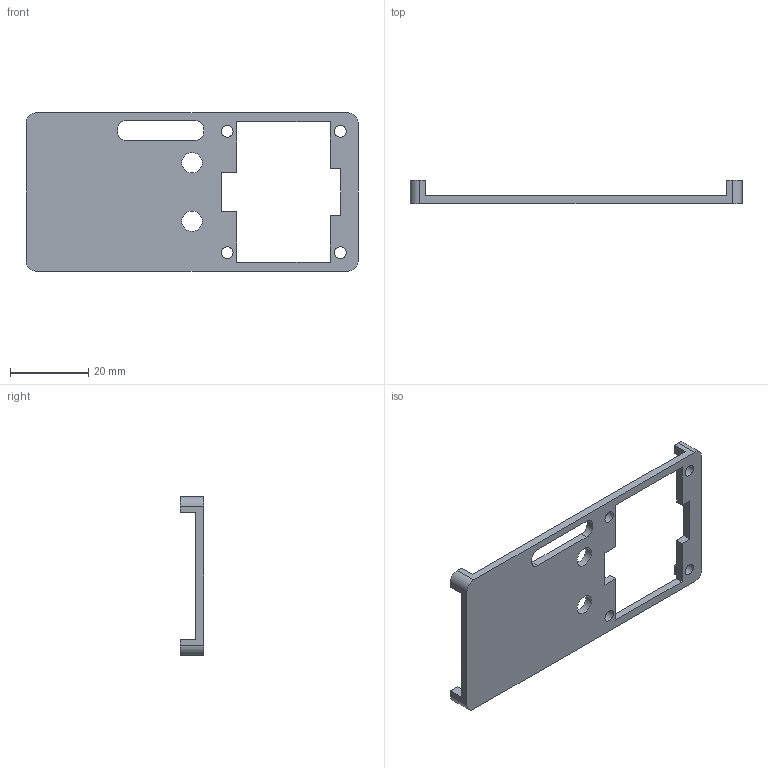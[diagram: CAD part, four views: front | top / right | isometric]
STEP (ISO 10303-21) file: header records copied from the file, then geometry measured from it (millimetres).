
FILE_DESCRIPTION(/* description */ (''),/* implementation_level */ '2;1');
FILE_NAME(/* name */ '盖.stp',/* time_stamp */ '2022-08-24T22:10:42+08:00',/* author */ ('Shane'),/* organization */ (''),/* preprocessor_version */ 'ST-DEVELOPER v18.1',/* originating_system */ 'Autodesk Inventor 2022',/* authorisation */ '');
FILE_SCHEMA (('AUTOMOTIVE_DESIGN { 1 0 10303 214 3 1 1 }'));
Length unit declared in the file: millimetre
Products named in the file (1): 盖
Bounding box: 85 x 6 x 40.5 mm (x, y, z)
Volume: 4863.2 mm3; surface area: 5876 mm2
Topology: 1 solids, 1 shells, 52 faces, 150 edges, 100 vertices
Faces by surface type: plane 34, cylinder 18
Full cylindrical faces by diameter (mm): 3 x4, 5.2 x2
Entity records: 2053 total; most frequent: CARTESIAN_POINT 419, DIRECTION 324, ORIENTED_EDGE 300, EDGE_CURVE 150, LINE 114, VECTOR 114, AXIS2_PLACEMENT_3D 105, VERTEX_POINT 100
